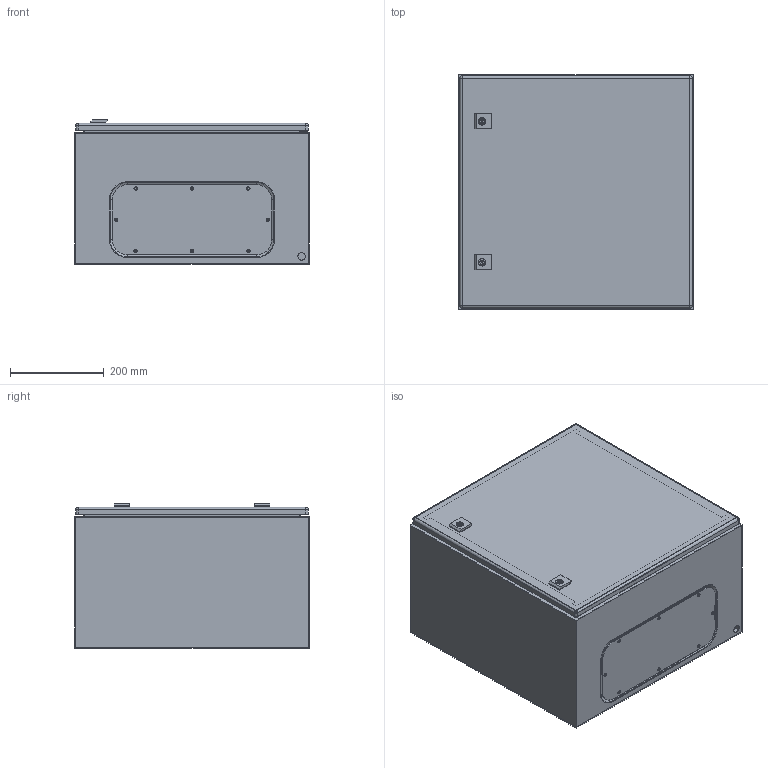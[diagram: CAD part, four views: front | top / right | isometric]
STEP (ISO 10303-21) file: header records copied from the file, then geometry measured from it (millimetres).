
FILE_DESCRIPTION(/* description */ ('Alibre Inc.'),/* implementation_level */ '2;1');
FILE_NAME(/* name */ 'export-AA4AEF4B-83CD-4DF2-A3E6-B92C1229A5B6',/* time_stamp */ '2020-11-26T19:47:29+01:00',/* author */ (''),/* organization */ (''),/* preprocessor_version */ 'ST-DEVELOPER v17',/* originating_system */ 'Alibre',/* authorisation */ '');
FILE_SCHEMA (('AUTOMOTIVE_DESIGN'));
Length unit declared in the file: millimetre
Products named in the file (8): _1350_01_00 (1); _1XXX_01_04; _1350_01_01 (1); _1XXX_01_05_1; _1XXX.500_Montageblocke; _1XXX_04_04; _1050_02_08 (1); AE 1350.500 (1)
Bounding box: 500 x 500 x 307 mm (x, y, z)
Volume: 2542184.7 mm3; surface area: 2836926.4 mm2
Topology: 10 solids, 10 shells, 992 faces, 2717 edges, 1807 vertices
Faces by surface type: plane 576, cylinder 333, cone 43, torus 32, sphere 8
Full cylindrical faces by diameter (mm): 3 x2, 3.1 x10, 3.7 x24, 4 x34, 4.4 x4, 6.5 x4, 7.2 x8, 8 x9, 8.7 x4, 9.3 x2, 10 x6, 10.2 x4, 10.65 x4, 16 x3, 17.3 x4, 18.25 x4, 20 x3
Entity records: 24126 total; most frequent: CARTESIAN_POINT 4105, ORIENTED_EDGE 4020, DIRECTION 3675, EDGE_CURVE 2010, AXIS2_PLACEMENT_3D 1450, VERTEX_POINT 1344, VECTOR 1211, LINE 1211
